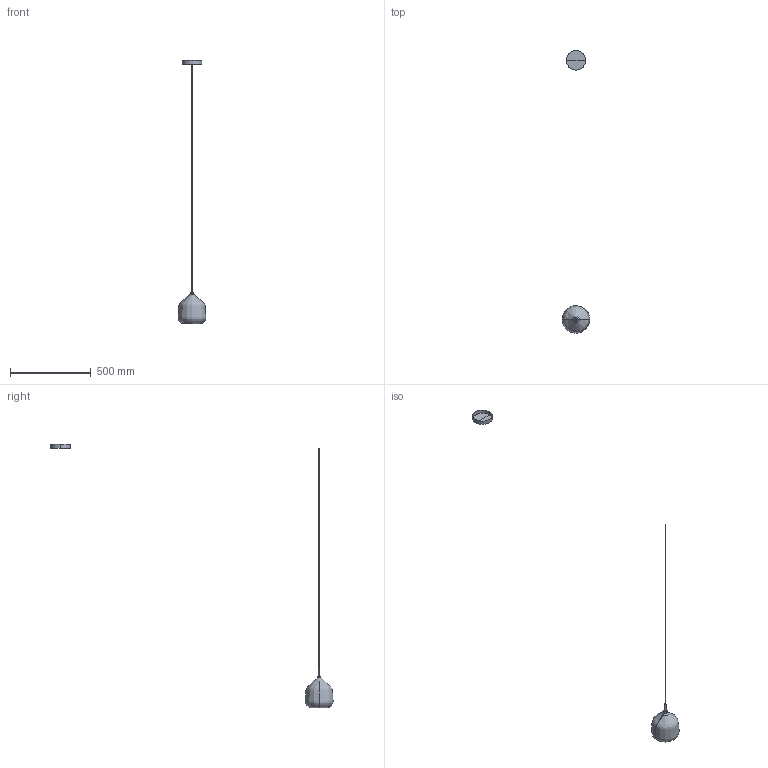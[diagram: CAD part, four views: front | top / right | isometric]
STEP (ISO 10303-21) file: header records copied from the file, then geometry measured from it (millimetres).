
FILE_DESCRIPTION(/* description */ (''),/* implementation_level */ '2;1');
FILE_NAME(/* name */ 'KIT.M.18_X-RAY',/* time_stamp */ '2024-04-10T15:20:58+02:00',/* author */ (''),/* organization */ (''),/* preprocessor_version */ 'ST-DEVELOPER v16.5',/* originating_system */ 'Rhino 7.15',/* authorisation */ '');
FILE_SCHEMA (('CONFIG_CONTROL_DESIGN'));
Length unit declared in the file: millimetre
Products named in the file (1): Document
Bounding box: 171.94 x 1744.06 x 1631.07 mm (x, y, z)
Volume: 7606.2 mm3; surface area: 290421.8 mm2
Topology: 2 solids, 8 shells, 46 faces, 109 edges, 57 vertices
Faces by surface type: bspline 28, cylinder 18
Entity records: 1851 total; most frequent: CARTESIAN_POINT 1184, ORIENTED_EDGE 170, EDGE_CURVE 94, VERTEX_POINT 55, ADVANCED_FACE 46, FACE_OUTER_BOUND 46, EDGE_LOOP 46, B_SPLINE_CURVE_WITH_KNOTS 39
